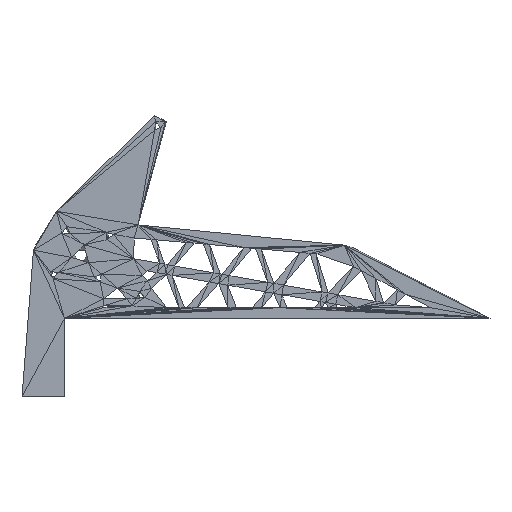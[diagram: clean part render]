
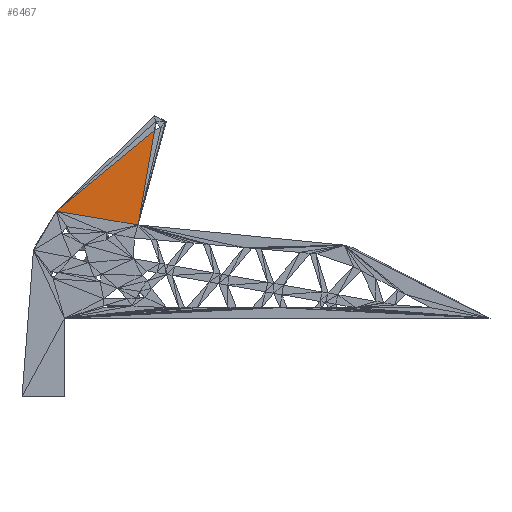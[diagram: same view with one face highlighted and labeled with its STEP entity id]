
A CAD part, left-side view. The second image highlights one B-rep face of the part: STEP entity #6467.
In plain terms, the highlighted planar face has unit normal (-1, 0, 0).
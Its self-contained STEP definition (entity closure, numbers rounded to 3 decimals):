
#81=FACE_OUTER_BOUND('',#667,.T.);
#667=EDGE_LOOP('',(#4255,#4256,#4257));
#1309=LINE('',#9882,#2188);
#1310=LINE('',#9884,#2189);
#1311=LINE('',#9885,#2190);
#2188=VECTOR('',#7843,10.);
#2189=VECTOR('',#7846,10.);
#2190=VECTOR('',#7847,10.);
#2969=VERTEX_POINT('',#9738);
#2973=VERTEX_POINT('',#9746);
#2979=VERTEX_POINT('',#9763);
#3300=EDGE_CURVE('',#2969,#2973,#1309,.T.);
#3301=EDGE_CURVE('',#2969,#2979,#1310,.T.);
#3302=EDGE_CURVE('',#2973,#2979,#1311,.T.);
#4255=ORIENTED_EDGE('',*,*,#3300,.F.);
#4256=ORIENTED_EDGE('',*,*,#3301,.T.);
#4257=ORIENTED_EDGE('',*,*,#3302,.F.);
#5881=PLANE('',#7067);
#6467=ADVANCED_FACE('',(#81),#5881,.T.);
#7067=AXIS2_PLACEMENT_3D('',#9883,#7844,#7845);
#7843=DIRECTION('',(0.,0.986,0.166));
#7844=DIRECTION('center_axis',(-1.,0.,0.));
#7845=DIRECTION('ref_axis',(0.,0.,1.));
#7846=DIRECTION('',(0.,-0.171,0.985));
#7847=DIRECTION('',(0.,-0.772,0.636));
#9738=CARTESIAN_POINT('',(14.,39.24,47.832));
#9746=CARTESIAN_POINT('',(14.,62.282,51.72));
#9763=CARTESIAN_POINT('',(14.,34.618,74.499));
#9882=CARTESIAN_POINT('',(14.,39.24,47.832));
#9883=CARTESIAN_POINT('Origin',(14.,34.618,74.499));
#9884=CARTESIAN_POINT('',(14.,39.24,47.832));
#9885=CARTESIAN_POINT('',(14.,62.282,51.72));
